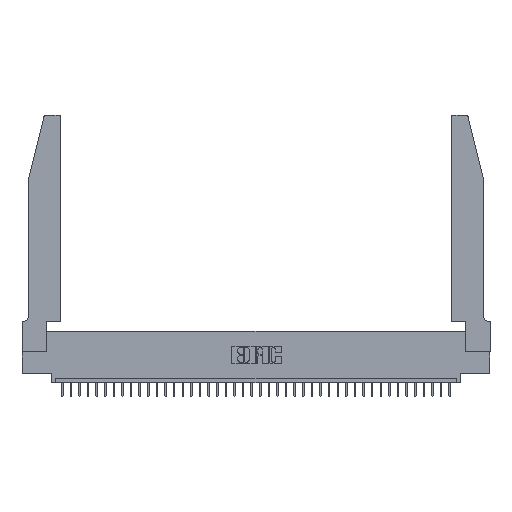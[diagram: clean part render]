
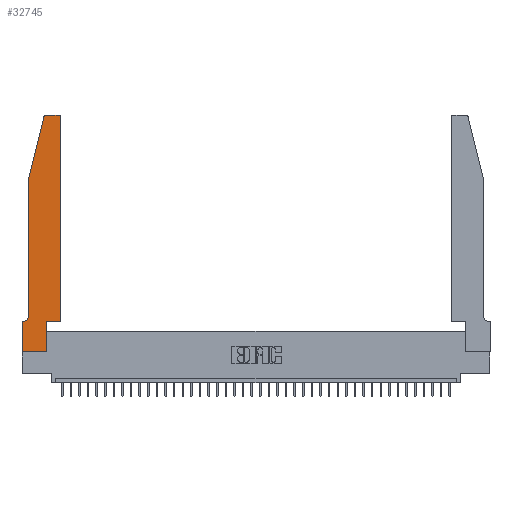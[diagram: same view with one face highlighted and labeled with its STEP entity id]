
A CAD part, top view. The second image highlights one B-rep face of the part: STEP entity #32745.
In plain terms, the highlighted planar face has unit normal (0, 0, 1).
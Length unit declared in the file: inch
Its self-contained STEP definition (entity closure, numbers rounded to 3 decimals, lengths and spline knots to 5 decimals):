
#337 = DIRECTION ( 'NONE',  ( 1., 0., 0. ) ) ;
#493 = CARTESIAN_POINT ( 'NONE',  ( 0.0755, 2., 0.37 ) ) ;
#1286 = DIRECTION ( 'NONE',  ( 0., 0., 1. ) ) ;
#1500 = PLANE ( 'NONE',  #25374 ) ;
#2218 = VERTEX_POINT ( 'NONE', #8225 ) ;
#2961 = ORIENTED_EDGE ( 'NONE', *, *, #12046, .T. ) ;
#3308 = VECTOR ( 'NONE', #24862, 39.37008 ) ;
#3533 = DIRECTION ( 'NONE',  ( 1., 0., 0. ) ) ;
#3720 = DIRECTION ( 'NONE',  ( 0., 0., -1. ) ) ;
#4186 = DIRECTION ( 'NONE',  ( 1., 0., 0. ) ) ;
#4196 = CARTESIAN_POINT ( 'NONE',  ( 0.2865, 0.35, 0.37 ) ) ;
#4314 = VERTEX_POINT ( 'NONE', #29851 ) ;
#4679 = DIRECTION ( 'NONE',  ( 1., 0., 0. ) ) ;
#4888 = CARTESIAN_POINT ( 'NONE',  ( 0.2605, 2.75, 0.37 ) ) ;
#5352 = VERTEX_POINT ( 'NONE', #18869 ) ;
#6009 = LINE ( 'NONE', #12857, #36140 ) ;
#6579 = EDGE_CURVE ( 'NONE', #30376, #2218, #31306, .T. ) ;
#6621 = ORIENTED_EDGE ( 'NONE', *, *, #28341, .T. ) ;
#6853 = LINE ( 'NONE', #4196, #29049 ) ;
#7038 = ORIENTED_EDGE ( 'NONE', *, *, #6579, .T. ) ;
#7205 = VERTEX_POINT ( 'NONE', #37194 ) ;
#7402 = CARTESIAN_POINT ( 'NONE',  ( 0.0055, 0.35, 0.37 ) ) ;
#7798 = ORIENTED_EDGE ( 'NONE', *, *, #9613, .T. ) ;
#8225 = CARTESIAN_POINT ( 'NONE',  ( 0.4205, 2.75, 0.37 ) ) ;
#8276 = EDGE_CURVE ( 'NONE', #5352, #8376, #20356, .T. ) ;
#8343 = AXIS2_PLACEMENT_3D ( 'NONE', #34953, #16893, #14261 ) ;
#8376 = VERTEX_POINT ( 'NONE', #7402 ) ;
#8472 = VERTEX_POINT ( 'NONE', #19272 ) ;
#9342 = CARTESIAN_POINT ( 'NONE',  ( 0.4505, 0.35, 0.37 ) ) ;
#9613 = EDGE_CURVE ( 'NONE', #4314, #30376, #25928, .T. ) ;
#10025 = CARTESIAN_POINT ( 'NONE',  ( 0.4505, 0.35, 0.37 ) ) ;
#10517 = CARTESIAN_POINT ( 'NONE',  ( 0.4205, 2.72, 0.37 ) ) ;
#10824 = VERTEX_POINT ( 'NONE', #26835 ) ;
#11173 = ORIENTED_EDGE ( 'NONE', *, *, #33140, .T. ) ;
#12027 = CARTESIAN_POINT ( 'NONE',  ( 0., 0., 0.37 ) ) ;
#12046 = EDGE_CURVE ( 'NONE', #8472, #38691, #32913, .T. ) ;
#12857 = CARTESIAN_POINT ( 'NONE',  ( 0.0755, 0.35, 0.37 ) ) ;
#13067 = VECTOR ( 'NONE', #34961, 39.37008 ) ;
#13271 = LINE ( 'NONE', #33701, #19375 ) ;
#13306 = EDGE_CURVE ( 'NONE', #7205, #36976, #6853, .T. ) ;
#13752 = CARTESIAN_POINT ( 'NONE',  ( 0., 0.35, 0.37 ) ) ;
#13842 = ORIENTED_EDGE ( 'NONE', *, *, #38321, .T. ) ;
#14261 = DIRECTION ( 'NONE',  ( 1., 0., 0. ) ) ;
#16469 = VECTOR ( 'NONE', #3533, 39.37008 ) ;
#16503 = DIRECTION ( 'NONE',  ( 0., 0., 1. ) ) ;
#16537 = CIRCLE ( 'NONE', #8343, 0.03 ) ;
#16893 = DIRECTION ( 'NONE',  ( 0., 0., 1. ) ) ;
#17434 = LINE ( 'NONE', #12027, #16469 ) ;
#18869 = CARTESIAN_POINT ( 'NONE',  ( 0.0755, 0.42, 0.37 ) ) ;
#19229 = VECTOR ( 'NONE', #337, 39.37008 ) ;
#19268 = EDGE_LOOP ( 'NONE', ( #13842, #6621, #11173, #33686, #28479, #25745, #2961, #38878, #34991, #30249, #7798, #7038 ) ) ;
#19272 = CARTESIAN_POINT ( 'NONE',  ( 0., 0.35, 0.37 ) ) ;
#19375 = VECTOR ( 'NONE', #36458, 39.37008 ) ;
#19404 = DIRECTION ( 'NONE',  ( -1., 0., 0. ) ) ;
#20356 = CIRCLE ( 'NONE', #32929, 0.07 ) ;
#21630 = DIRECTION ( 'NONE',  ( 0., 1., 0. ) ) ;
#21884 = EDGE_CURVE ( 'NONE', #28091, #5352, #34950, .T. ) ;
#23574 = CARTESIAN_POINT ( 'NONE',  ( 0.2865, 0.35, 0.37 ) ) ;
#23922 = LINE ( 'NONE', #9342, #19229 ) ;
#24151 = EDGE_CURVE ( 'NONE', #8376, #8472, #6009, .T. ) ;
#24861 = CARTESIAN_POINT ( 'NONE',  ( 0.0755, 2., 0.37 ) ) ;
#24862 = DIRECTION ( 'NONE',  ( 0., -1., 0. ) ) ;
#25319 = VECTOR ( 'NONE', #25657, 39.37008 ) ;
#25374 = AXIS2_PLACEMENT_3D ( 'NONE', #13752, #16503, #4679 ) ;
#25657 = DIRECTION ( 'NONE',  ( -1., 0., 0. ) ) ;
#25745 = ORIENTED_EDGE ( 'NONE', *, *, #24151, .T. ) ;
#25928 = LINE ( 'NONE', #10025, #33017 ) ;
#26835 = CARTESIAN_POINT ( 'NONE',  ( 0.284, 2.75, 0.37 ) ) ;
#27696 = CARTESIAN_POINT ( 'NONE',  ( 0.4505, 2.72, 0.37 ) ) ;
#28091 = VERTEX_POINT ( 'NONE', #24861 ) ;
#28341 = EDGE_CURVE ( 'NONE', #10824, #34512, #16537, .T. ) ;
#28479 = ORIENTED_EDGE ( 'NONE', *, *, #8276, .T. ) ;
#29049 = VECTOR ( 'NONE', #21630, 39.37008 ) ;
#29184 = EDGE_CURVE ( 'NONE', #38691, #7205, #17434, .T. ) ;
#29851 = CARTESIAN_POINT ( 'NONE',  ( 0.4505, 0.35, 0.37 ) ) ;
#30098 = AXIS2_PLACEMENT_3D ( 'NONE', #10517, #1286, #4186 ) ;
#30249 = ORIENTED_EDGE ( 'NONE', *, *, #38089, .T. ) ;
#30376 = VERTEX_POINT ( 'NONE', #27696 ) ;
#30614 = CARTESIAN_POINT ( 'NONE',  ( 0.0055, 0.42, 0.37 ) ) ;
#31306 = CIRCLE ( 'NONE', #30098, 0.03 ) ;
#32063 = CARTESIAN_POINT ( 'NONE',  ( 0., 0., 0.37 ) ) ;
#32745 = ADVANCED_FACE ( 'NONE', ( #33542 ), #1500, .T. ) ;
#32913 = LINE ( 'NONE', #32063, #13067 ) ;
#32929 = AXIS2_PLACEMENT_3D ( 'NONE', #30614, #3720, #19404 ) ;
#33017 = VECTOR ( 'NONE', #33993, 39.37008 ) ;
#33140 = EDGE_CURVE ( 'NONE', #34512, #28091, #13271, .T. ) ;
#33339 = LINE ( 'NONE', #4888, #25319 ) ;
#33542 = FACE_OUTER_BOUND ( 'NONE', #19268, .T. ) ;
#33686 = ORIENTED_EDGE ( 'NONE', *, *, #21884, .T. ) ;
#33701 = CARTESIAN_POINT ( 'NONE',  ( 0.0755, 2., 0.37 ) ) ;
#33914 = CARTESIAN_POINT ( 'NONE',  ( 0., 0., 0.37 ) ) ;
#33993 = DIRECTION ( 'NONE',  ( 0., 1., 0. ) ) ;
#34512 = VERTEX_POINT ( 'NONE', #39054 ) ;
#34950 = LINE ( 'NONE', #493, #3308 ) ;
#34953 = CARTESIAN_POINT ( 'NONE',  ( 0.284, 2.72, 0.37 ) ) ;
#34961 = DIRECTION ( 'NONE',  ( 0., -1., 0. ) ) ;
#34991 = ORIENTED_EDGE ( 'NONE', *, *, #13306, .T. ) ;
#36140 = VECTOR ( 'NONE', #37507, 39.37008 ) ;
#36458 = DIRECTION ( 'NONE',  ( -0.239, -0.971, 0. ) ) ;
#36976 = VERTEX_POINT ( 'NONE', #23574 ) ;
#37194 = CARTESIAN_POINT ( 'NONE',  ( 0.2865, 0., 0.37 ) ) ;
#37507 = DIRECTION ( 'NONE',  ( -1., 0., 0. ) ) ;
#38089 = EDGE_CURVE ( 'NONE', #36976, #4314, #23922, .T. ) ;
#38321 = EDGE_CURVE ( 'NONE', #2218, #10824, #33339, .T. ) ;
#38691 = VERTEX_POINT ( 'NONE', #33914 ) ;
#38878 = ORIENTED_EDGE ( 'NONE', *, *, #29184, .T. ) ;
#39054 = CARTESIAN_POINT ( 'NONE',  ( 0.25487, 2.72718, 0.37 ) ) ;
